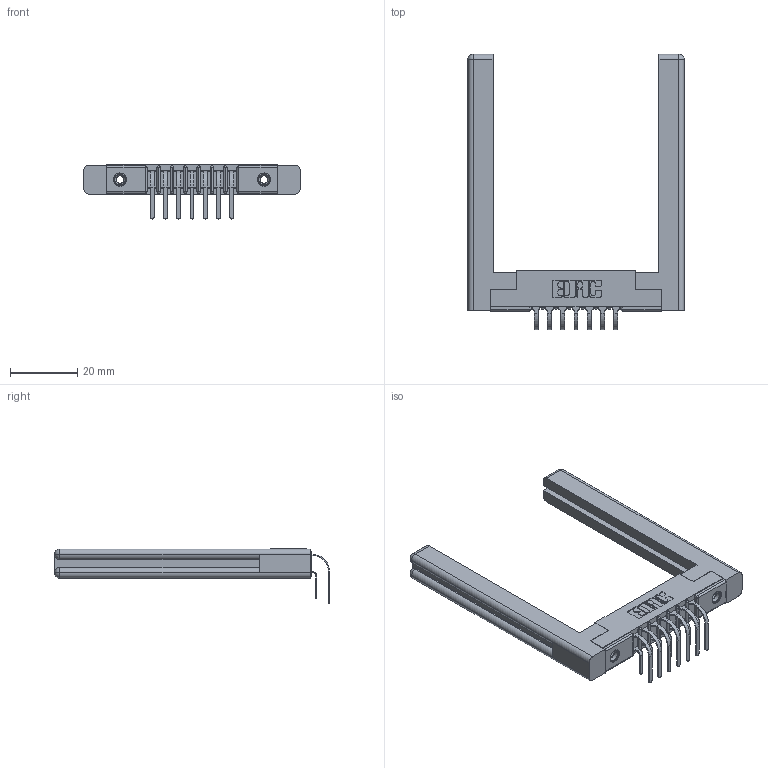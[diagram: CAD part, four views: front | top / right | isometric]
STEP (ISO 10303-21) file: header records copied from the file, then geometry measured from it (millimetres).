
FILE_DESCRIPTION (( 'STEP AP203' ), '1' );
FILE_NAME ('307-014-559-258.STEP', '2022-07-08T15:04:25', ( '' ), ( '' ), 'SwSTEP 2.0', 'SolidWorks 2020', '' );
FILE_SCHEMA (( 'CONFIG_CONTROL_DESIGN' ));
Length unit declared in the file: inch
Products named in the file (6): 307-014-559-258; 307-290-001_558 559 - 1 (Single); 307 Part_.156 Dia Mounting Holes; 307-220-058; 345-250-001_345-250-001-102; 307-290-001_559 - 2 (Single)
Assembly tree (19 placements, depth 2):
  307-014-559-258
    307 Part_.156 Dia Mounting Holes
    307-290-001_558 559 - 1 (Single)  x7
    307-290-001_559 - 2 (Single)  x7
    307-220-058  x2
    345-250-001_345-250-001-102  x2
Bounding box: 64.36 x 81.83 x 16.08 mm (x, y, z)
Volume: 11951 mm3; surface area: 12132.2 mm2
Topology: 19 solids, 19 shells, 968 faces, 2665 edges, 1722 vertices
Faces by surface type: plane 616, cylinder 312, sphere 16, torus 12, cone 12
Entity records: 14620 total; most frequent: CARTESIAN_POINT 2424, DIRECTION 2346, ORIENTED_EDGE 2340, EDGE_CURVE 1170, LINE 878, VECTOR 878, VERTEX_POINT 758, AXIS2_PLACEMENT_3D 734
